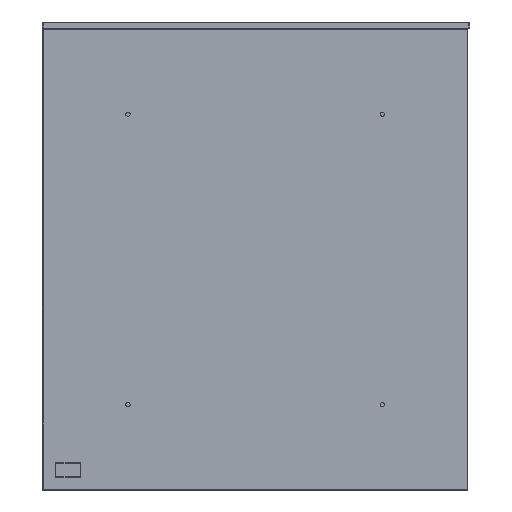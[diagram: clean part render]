
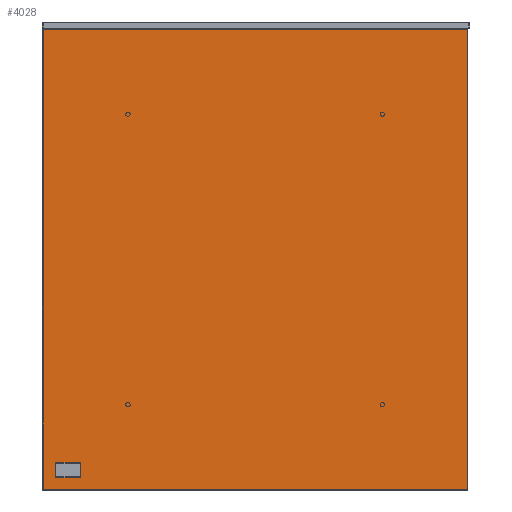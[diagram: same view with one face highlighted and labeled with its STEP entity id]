
A CAD part, left-side view. The second image highlights one B-rep face of the part: STEP entity #4028.
In plain terms, the highlighted planar face has unit normal (-1, 0, 0).
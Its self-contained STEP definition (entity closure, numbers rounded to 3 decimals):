
#3766=CARTESIAN_POINT('',(2232.665,3185.176,-2182.885));
#3767=VERTEX_POINT('',#3766);
#3768=CARTESIAN_POINT('',(2232.665,3185.176,-1645.147));
#3769=VERTEX_POINT('',#3768);
#3770=CARTESIAN_POINT('',(2232.665,3185.176,-2182.885));
#3771=DIRECTION('',(0.0,0.0,1.0));
#3772=VECTOR('',#3771,537.737);
#3773=LINE('',#3770,#3772);
#3774=EDGE_CURVE('',#3767,#3769,#3773,.T.);
#3797=CARTESIAN_POINT('',(2232.665,3184.845,-1644.816));
#3798=VERTEX_POINT('',#3797);
#3799=CARTESIAN_POINT('',(2232.665,3185.176,-1645.147));
#3800=DIRECTION('',(0.0,-0.707,0.707));
#3801=VECTOR('',#3800,0.469);
#3802=LINE('',#3799,#3801);
#3803=EDGE_CURVE('',#3769,#3798,#3802,.T.);
#3821=CARTESIAN_POINT('',(2232.665,2689.107,-1644.816));
#3822=VERTEX_POINT('',#3821);
#3823=CARTESIAN_POINT('',(2232.665,3184.845,-1644.816));
#3824=DIRECTION('',(0.0,-1.0,0.0));
#3825=VECTOR('',#3824,495.737);
#3826=LINE('',#3823,#3825);
#3827=EDGE_CURVE('',#3798,#3822,#3826,.T.);
#3854=CARTESIAN_POINT('',(2232.665,2688.776,-1645.147));
#3855=VERTEX_POINT('',#3854);
#3856=CARTESIAN_POINT('',(2232.665,2689.107,-1644.816));
#3857=DIRECTION('',(0.0,-0.707,-0.707));
#3858=VECTOR('',#3857,0.469);
#3859=LINE('',#3856,#3858);
#3860=EDGE_CURVE('',#3822,#3855,#3859,.T.);
#3885=CARTESIAN_POINT('',(2232.665,2688.776,-2182.885));
#3886=VERTEX_POINT('',#3885);
#3887=CARTESIAN_POINT('',(2232.665,2688.776,-1645.147));
#3888=DIRECTION('',(0.0,0.0,-1.0));
#3889=VECTOR('',#3888,537.737);
#3890=LINE('',#3887,#3889);
#3891=EDGE_CURVE('',#3855,#3886,#3890,.T.);
#3916=CARTESIAN_POINT('',(2232.665,2689.107,-2183.216));
#3917=VERTEX_POINT('',#3916);
#3918=CARTESIAN_POINT('',(2232.665,2688.776,-2182.885));
#3919=DIRECTION('',(0.0,0.707,-0.707));
#3920=VECTOR('',#3919,0.469);
#3921=LINE('',#3918,#3920);
#3922=EDGE_CURVE('',#3886,#3917,#3921,.T.);
#3945=CARTESIAN_POINT('',(2232.665,3184.845,-2183.216));
#3946=VERTEX_POINT('',#3945);
#3947=CARTESIAN_POINT('',(2232.665,2689.107,-2183.216));
#3948=DIRECTION('',(0.0,1.0,0.0));
#3949=VECTOR('',#3948,495.737);
#3950=LINE('',#3947,#3949);
#3951=EDGE_CURVE('',#3917,#3946,#3950,.T.);
#3969=CARTESIAN_POINT('',(2232.665,3184.845,-2183.216));
#3970=DIRECTION('',(0.0,0.707,0.707));
#3971=VECTOR('',#3970,0.469);
#3972=LINE('',#3969,#3971);
#3973=EDGE_CURVE('',#3946,#3767,#3972,.T.);
#4013=CARTESIAN_POINT('',(2232.665,2936.976,-2183.217));
#4014=DIRECTION('',(-1.0,0.0,0.0));
#4015=DIRECTION('',(0.0,0.0,1.0));
#4016=AXIS2_PLACEMENT_3D('',#4013,#4014,#4015);
#4017=PLANE('',#4016);
#4018=ORIENTED_EDGE('',*,*,#3774,.F.);
#4019=ORIENTED_EDGE('',*,*,#3973,.F.);
#4020=ORIENTED_EDGE('',*,*,#3951,.F.);
#4021=ORIENTED_EDGE('',*,*,#3922,.F.);
#4022=ORIENTED_EDGE('',*,*,#3891,.F.);
#4023=ORIENTED_EDGE('',*,*,#3860,.F.);
#4024=ORIENTED_EDGE('',*,*,#3827,.F.);
#4025=ORIENTED_EDGE('',*,*,#3803,.F.);
#4026=EDGE_LOOP('',(#4018,#4019,#4020,#4021,#4022,#4023,#4024,#4025));
#4027=FACE_OUTER_BOUND('',#4026,.T.);
#4028=ADVANCED_FACE('',(#4027),#4017,.T.);
